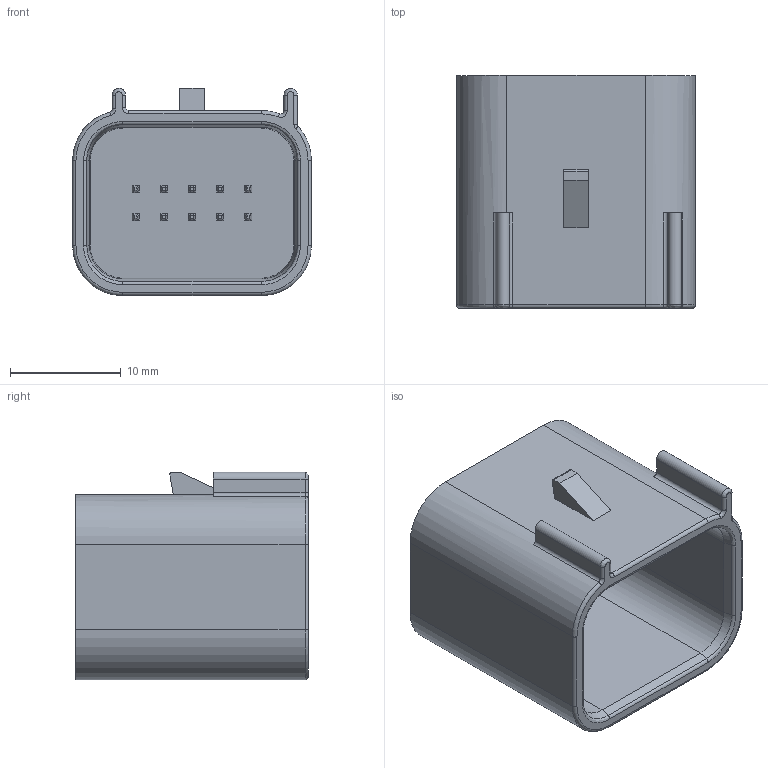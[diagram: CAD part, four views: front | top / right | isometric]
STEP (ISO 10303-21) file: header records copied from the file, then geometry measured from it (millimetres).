
FILE_DESCRIPTION(/* description */ (''),/* implementation_level */ '2;1');
FILE_NAME(/* name */ '064-S-010-2-C01.stp',/* time_stamp */ '2011-11-21T13:01:11-05:00',/* author */ (''),/* organization */ (''),/* preprocessor_version */ 'ST-DEVELOPER v11',/* originating_system */ 'SIEMENS PLM Software NX 7.5',/* authorisation */ '');
FILE_SCHEMA (('CONFIG_CONTROL_DESIGN'));
Length unit declared in the file: millimetre
Products named in the file (1): 15460398_01
Bounding box: 21.54 x 21 x 18.7 mm (x, y, z)
Volume: 3120 mm3; surface area: 3381.7 mm2
Topology: 1 solids, 1 shells, 242 faces, 649 edges, 421 vertices
Faces by surface type: plane 116, cylinder 107, bspline 10, torus 9
Entity records: 7952 total; most frequent: CARTESIAN_POINT 1659, DIRECTION 1346, ORIENTED_EDGE 1298, EDGE_CURVE 649, AXIS2_PLACEMENT_3D 492, VERTEX_POINT 421, LINE 362, VECTOR 362
